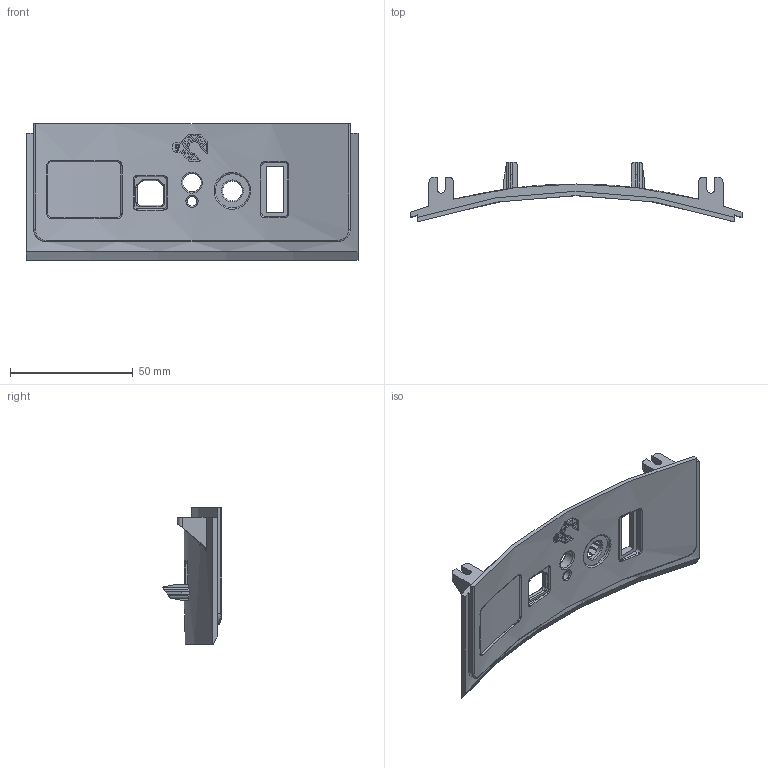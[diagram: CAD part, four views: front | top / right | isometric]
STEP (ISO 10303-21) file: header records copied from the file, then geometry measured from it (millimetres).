
FILE_DESCRIPTION(/* description */ (''),/* implementation_level */ '2;1');
FILE_NAME(/* name */ 'K8800-POWIN.stp',/* time_stamp */ '2017-11-30T09:34:47+01:00',/* author */ ('jange'),/* organization */ (''),/* preprocessor_version */ 'ST-DEVELOPER v17',/* originating_system */ 'Autodesk Inventor 2018',/* authorisation */ '');
FILE_SCHEMA (('AUTOMOTIVE_DESIGN { 1 0 10303 214 3 1 1 }'));
Length unit declared in the file: millimetre
Products named in the file (1): POWER CONNECT INSERT
Bounding box: 135.5 x 24.15 x 55.9 mm (x, y, z)
Volume: 29099.5 mm3; surface area: 18371.2 mm2
Topology: 1 solids, 1 shells, 431 faces, 1149 edges, 742 vertices
Faces by surface type: bspline 163, plane 163, cylinder 85, torus 19, cone 1
Full cylindrical faces by diameter (mm): 4 x1, 7.5 x1, 8 x1
Entity records: 25256 total; most frequent: CARTESIAN_POINT 15362, ORIENTED_EDGE 2298, DIRECTION 1650, EDGE_CURVE 1149, VERTEX_POINT 742, AXIS2_PLACEMENT_3D 573, LINE 504, VECTOR 504
